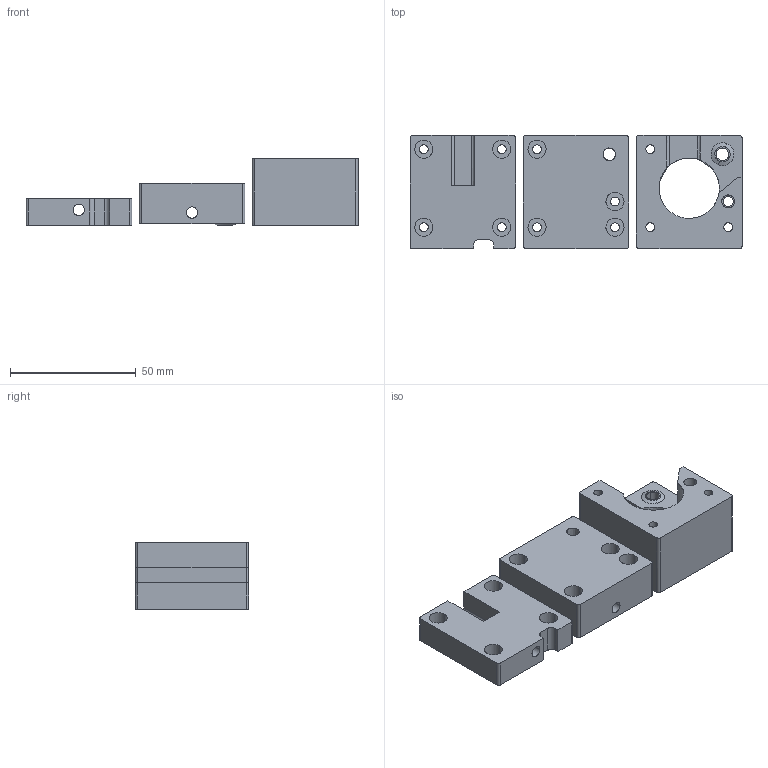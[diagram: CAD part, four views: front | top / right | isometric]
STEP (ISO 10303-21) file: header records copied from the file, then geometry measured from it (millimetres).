
FILE_DESCRIPTION(/* description */ (''),/* implementation_level */ '2;1');
FILE_NAME(/* name */ 'XY_Bracket_Motor_R',/* time_stamp */ '2018-06-11T21:05:45+02:00',/* author */ (''),/* organization */ (''),/* preprocessor_version */ 'ST-DEVELOPER v16.5',/* originating_system */ '',/* authorisation */ '');
FILE_SCHEMA (('AUTOMOTIVE_DESIGN'));
Length unit declared in the file: millimetre
Products named in the file (1): Document
Bounding box: 132 x 45 x 26.6 mm (x, y, z)
Volume: 72422.5 mm3; surface area: 25384.8 mm2
Topology: 3 solids, 3 shells, 131 faces, 346 edges, 228 vertices
Faces by surface type: bspline 86, plane 45
Entity records: 4329 total; most frequent: CARTESIAN_POINT 2297, ORIENTED_EDGE 692, EDGE_CURVE 346, VERTEX_POINT 228, EDGE_LOOP 174, ADVANCED_FACE 131, FACE_OUTER_BOUND 131, B_SPLINE_CURVE_WITH_KNOTS 121
